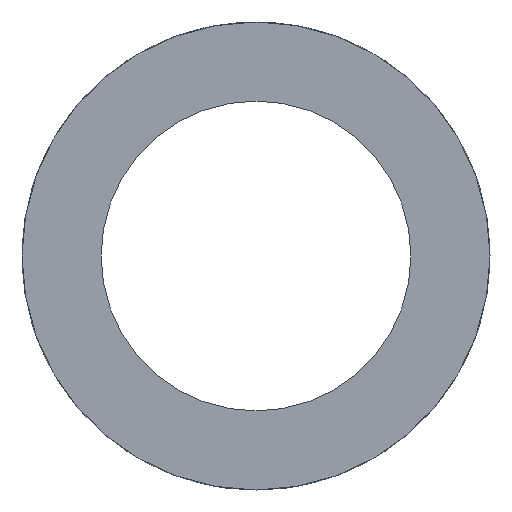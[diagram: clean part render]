
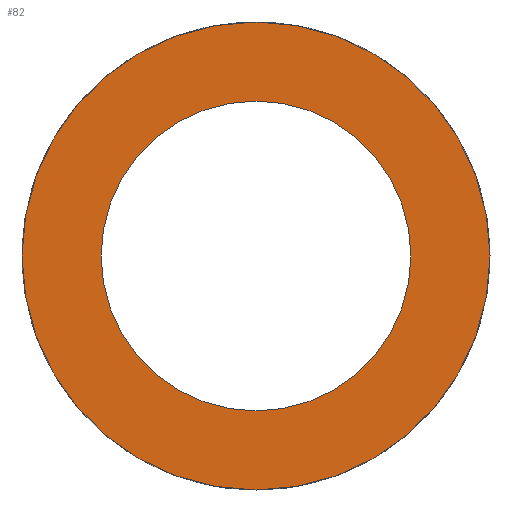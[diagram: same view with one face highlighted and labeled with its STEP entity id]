
A CAD part, left-side view. The second image highlights one B-rep face of the part: STEP entity #82.
In plain terms, the highlighted planar face has unit normal (-1, 0, 0).
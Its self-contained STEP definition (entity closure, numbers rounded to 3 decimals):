
#82 = ADVANCED_FACE( '', ( #200, #201 ), #202, .T. );
#200 = FACE_BOUND( '', #357, .T. );
#201 = FACE_OUTER_BOUND( '', #358, .T. );
#202 = PLANE( '', #359 );
#357 = EDGE_LOOP( '', ( #534 ) );
#358 = EDGE_LOOP( '', ( #535 ) );
#359 = AXIS2_PLACEMENT_3D( '', #536, #537, #538 );
#534 = ORIENTED_EDGE( '', *, *, #957, .T. );
#535 = ORIENTED_EDGE( '', *, *, #958, .F. );
#536 = CARTESIAN_POINT( '', ( 0., 14.5, 0. ) );
#537 = DIRECTION( '', ( -1., 0., 0. ) );
#538 = DIRECTION( '', ( 0., 0., 1. ) );
#957 = EDGE_CURVE( '', #1149, #1149, #1150, .T. );
#958 = EDGE_CURVE( '', #1151, #1151, #1152, .T. );
#1149 = VERTEX_POINT( '', #1422 );
#1150 = CIRCLE( '', #1423, 9.6 );
#1151 = VERTEX_POINT( '', #1424 );
#1152 = CIRCLE( '', #1425, 14.5 );
#1422 = CARTESIAN_POINT( '', ( 0., 0., -9.6 ) );
#1423 = AXIS2_PLACEMENT_3D( '', #1746, #1747, #1748 );
#1424 = CARTESIAN_POINT( '', ( 0., 0., -14.5 ) );
#1425 = AXIS2_PLACEMENT_3D( '', #1749, #1750, #1751 );
#1746 = CARTESIAN_POINT( '', ( 0., 0., 0. ) );
#1747 = DIRECTION( '', ( 1., 0., 0. ) );
#1748 = DIRECTION( '', ( 0., 0., -1. ) );
#1749 = CARTESIAN_POINT( '', ( 0., 0., 0. ) );
#1750 = DIRECTION( '', ( 1., 0., 0. ) );
#1751 = DIRECTION( '', ( 0., 0., -1. ) );
